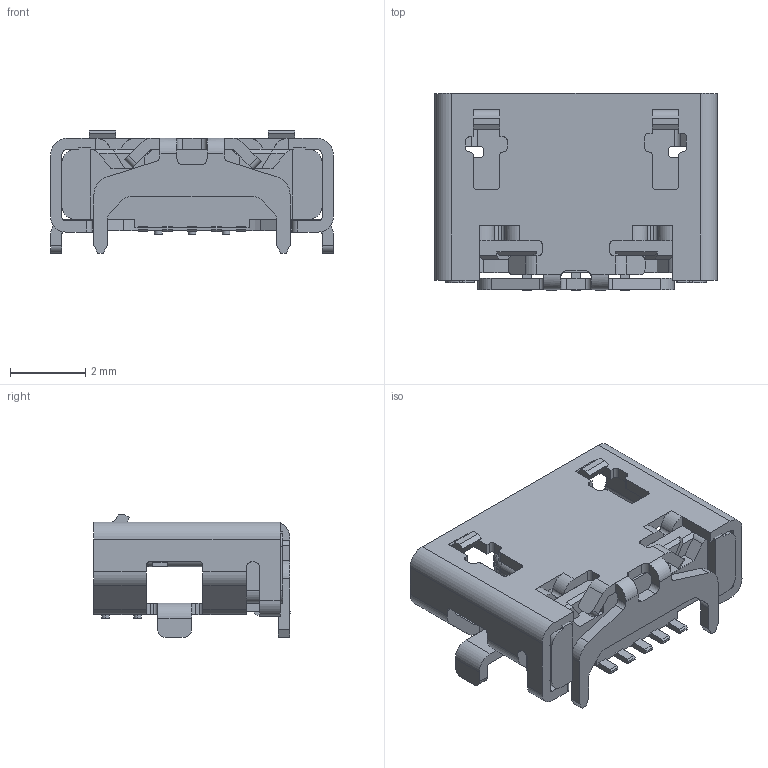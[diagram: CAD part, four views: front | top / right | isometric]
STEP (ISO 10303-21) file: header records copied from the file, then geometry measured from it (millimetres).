
FILE_DESCRIPTION((''),'2;1');
FILE_NAME('1_ASM','2017-03-27T',('Administrator'),(''),'PRO/ENGINEER BY PARAMETRIC TECHNOLOGY CORPORATION, 2008380','PRO/ENGINEER BY PARAMETRIC TECHNOLOGY CORPORATION, 2008380','');
FILE_SCHEMA(('CONFIG_CONTROL_DESIGN'));
Length unit declared in the file: millimetre
Products named in the file (7): SHELL; P1-356300; HOUSING-1; 5P_ASM_ASM; 5P_____________________STP_ASM; ASSEMBLY-1_ASM; 1_ASM
Assembly tree (6 placements, depth 5):
  1_ASM
    ASSEMBLY-1_ASM
      5P_____________________STP_ASM
        5P_ASM_ASM
          SHELL
          P1-356300
          HOUSING-1
Bounding box: 7.5 x 5.22 x 3.25 mm (x, y, z)
Volume: 43.2 mm3; surface area: 292.2 mm2
Topology: 3 solids, 18 shells, 943 faces, 2672 edges, 1722 vertices
Faces by surface type: plane 615, cylinder 304, cone 12, bspline 6, torus 5, extrusion 1
Entity records: 31687 total; most frequent: CARTESIAN_POINT 6632, ORIENTED_EDGE 5340, DIRECTION 5098, EDGE_CURVE 2670, VECTOR 1978, LINE 1977, VERTEX_POINT 1722, AXIS2_PLACEMENT_3D 1560
